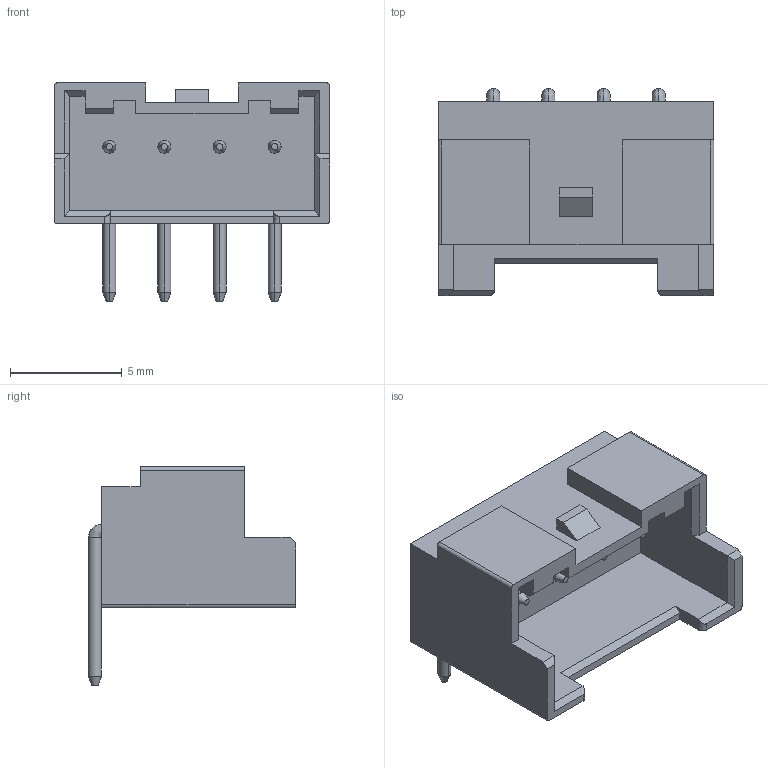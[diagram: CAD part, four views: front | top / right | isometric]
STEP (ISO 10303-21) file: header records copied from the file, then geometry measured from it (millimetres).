
FILE_DESCRIPTION(('Open CASCADE Model'),'2;1');
FILE_NAME('Open CASCADE Shape Model','2026-02-21T17:11:52',('Author'),( 'Open CASCADE'),'Open CASCADE STEP processor 7.8','Open CASCADE 7.8' ,'Unknown');
FILE_SCHEMA(('AUTOMOTIVE_DESIGN { 1 0 10303 214 1 1 1 1 }'));
Length unit declared in the file: millimetre
Products named in the file (1): COMPOUND
Bounding box: 12.35 x 9.28 x 9.78 mm (x, y, z)
Volume: 319.6 mm3; surface area: 644.4 mm2
Topology: 14 solids, 14 shells, 398 faces, 1030 edges, 676 vertices
Faces by surface type: bspline 398
Entity records: 15205 total; most frequent: CARTESIAN_POINT 6351, ORIENTED_EDGE 2060, EDGE_CURVE 1030, B_SPLINE_CURVE_WITH_KNOTS 954, VERTEX_POINT 676, FACE_BOUND 426, EDGE_LOOP 426, ADVANCED_FACE 398
